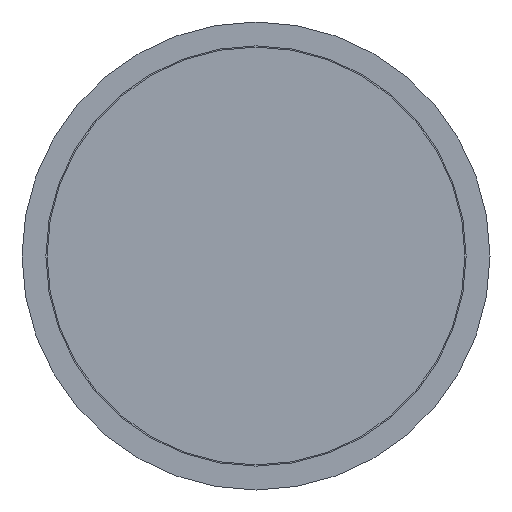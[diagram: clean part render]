
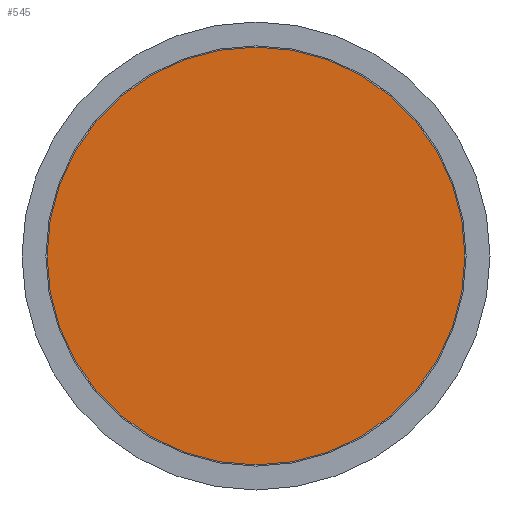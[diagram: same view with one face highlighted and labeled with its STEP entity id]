
A CAD part, front view. The second image highlights one B-rep face of the part: STEP entity #545.
In plain terms, the highlighted planar face has unit normal (0, -1, 0).
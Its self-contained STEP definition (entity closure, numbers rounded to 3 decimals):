
#45 = EDGE_CURVE ( 'NONE', #925, #925, #115, .T. ) ;
#115 = CIRCLE ( 'NONE', #803, 43.75 ) ;
#133 = DIRECTION ( 'NONE',  ( 0., -1., 0. ) ) ;
#169 = AXIS2_PLACEMENT_3D ( 'NONE', #310, #850, #388 ) ;
#212 = DIRECTION ( 'NONE',  ( 0., 0., -1. ) ) ;
#240 = FACE_OUTER_BOUND ( 'NONE', #665, .T. ) ;
#310 = CARTESIAN_POINT ( 'NONE',  ( -43.75, 0., 0. ) ) ;
#388 = DIRECTION ( 'NONE',  ( 0., 0., 1. ) ) ;
#390 = ORIENTED_EDGE ( 'NONE', *, *, #45, .T. ) ;
#545 = ADVANCED_FACE ( 'NONE', ( #240 ), #766, .F. ) ;
#635 = CARTESIAN_POINT ( 'NONE',  ( 0., 0., -43.75 ) ) ;
#665 = EDGE_LOOP ( 'NONE', ( #390 ) ) ;
#766 = PLANE ( 'NONE',  #169 ) ;
#803 = AXIS2_PLACEMENT_3D ( 'NONE', #963, #133, #212 ) ;
#850 = DIRECTION ( 'NONE',  ( 0., 1., 0. ) ) ;
#925 = VERTEX_POINT ( 'NONE', #635 ) ;
#963 = CARTESIAN_POINT ( 'NONE',  ( 0., 0., 0. ) ) ;
